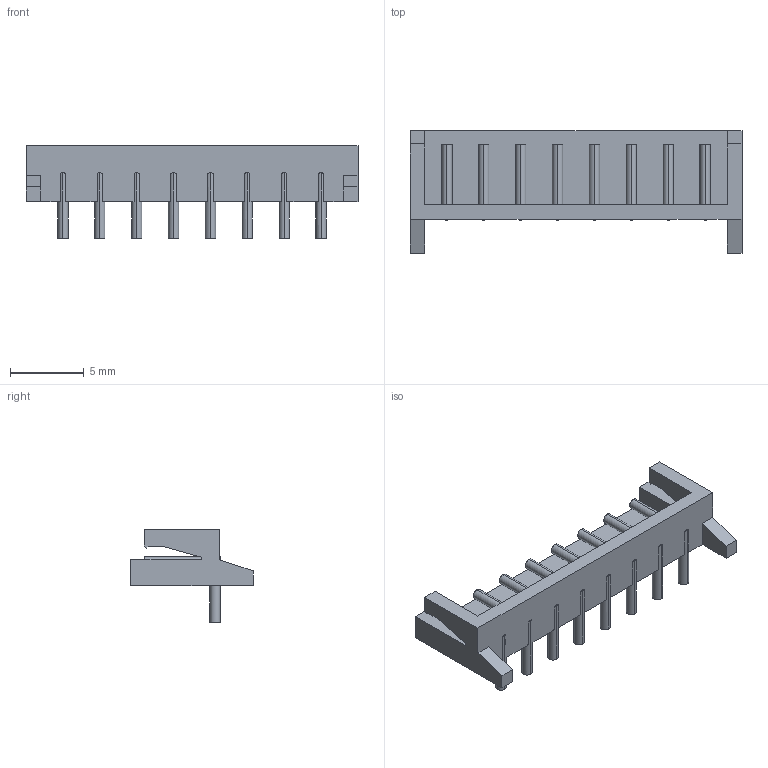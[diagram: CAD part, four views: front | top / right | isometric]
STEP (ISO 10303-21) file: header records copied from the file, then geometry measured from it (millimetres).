
FILE_DESCRIPTION (( 'STEP AP214' ), '1' );
FILE_NAME ('JS-1132R-8.STEP', '2007-11-28T01:05:41', ( 'Chinese User' ), ( 'Chinese ORG' ), 'SwSTEP 2.0', 'SolidWorks 2008', '' );
FILE_SCHEMA (( 'AUTOMOTIVE_DESIGN' ));
Length unit declared in the file: millimetre
Products named in the file (1): JS-1132R-8
Bounding box: 22.5 x 8.3 x 6.3 mm (x, y, z)
Volume: 172.3 mm3; surface area: 655.7 mm2
Topology: 1 solids, 1 shells, 94 faces, 244 edges, 160 vertices
Faces by surface type: cylinder 48, plane 46
Entity records: 3919 total; most frequent: CARTESIAN_POINT 547, DIRECTION 498, ORIENTED_EDGE 488, EDGE_CURVE 244, AXIS2_PLACEMENT_3D 175, VERTEX_POINT 160, LINE 148, VECTOR 148
